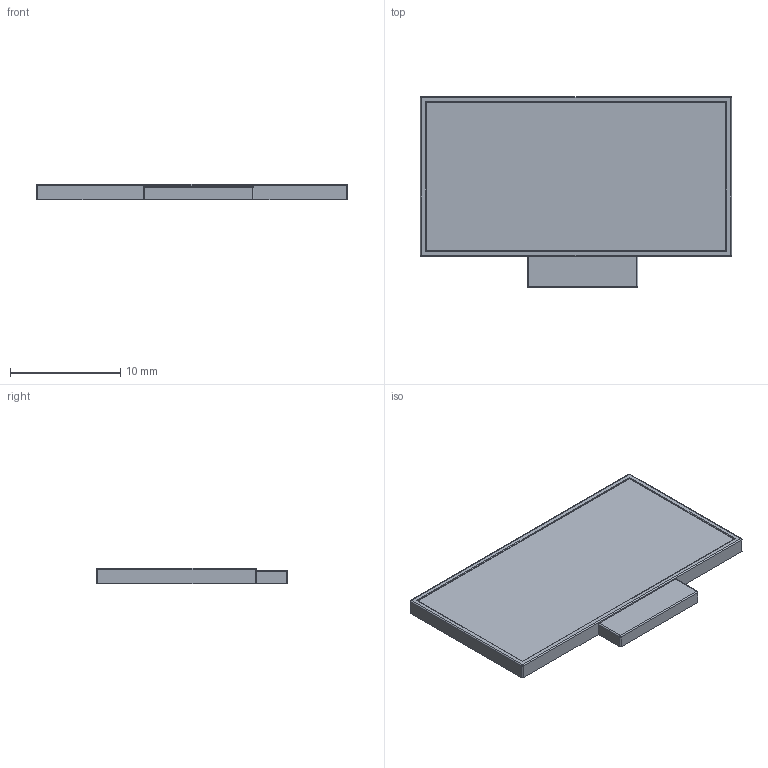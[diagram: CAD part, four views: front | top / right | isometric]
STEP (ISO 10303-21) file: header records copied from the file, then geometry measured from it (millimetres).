
FILE_DESCRIPTION(/* description */ ('FreeCAD Model'),/* implementation_level */ '2;1');
FILE_NAME(/* name */ 'Adafruit_SSD1306_Display_Only.step',/* time_stamp */ '2026-02-21T12:34:26+11:00',/* author */ (''),/* organization */ (''),/* preprocessor_version */ 'ST-DEVELOPER v20.1',/* originating_system */ 'Autodesk Translation Framework v14.24.0.0',/* authorisation */ '');
FILE_SCHEMA (('AUTOMOTIVE_DESIGN { 1 0 10303 214 3 1 1 }'));
Length unit declared in the file: millimetre
Products named in the file (1): Adafruit_SSD1306
Bounding box: 28.18 x 17.3 x 1.4 mm (x, y, z)
Surface area: 2256.7 mm2 (no closed solid volume)
Topology: 0 solids, 4 shells, 148 faces, 356 edges, 192 vertices
Faces by surface type: cylinder 68, plane 56, sphere 24
Entity records: 4181 total; most frequent: DIRECTION 750, CARTESIAN_POINT 673, ORIENTED_EDGE 608, EDGE_CURVE 332, AXIS2_PLACEMENT_3D 269, LINE 212, VECTOR 212, VERTEX_POINT 192
